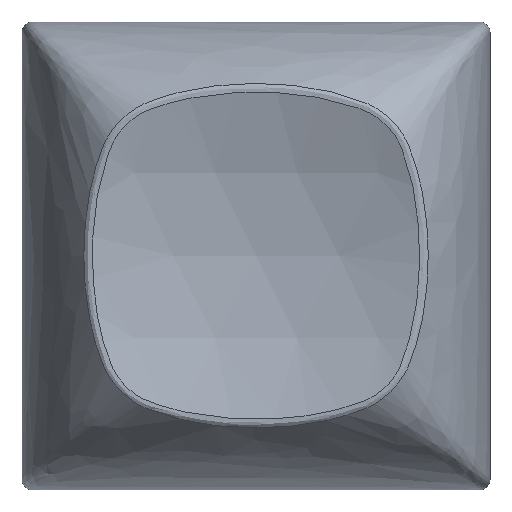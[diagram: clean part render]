
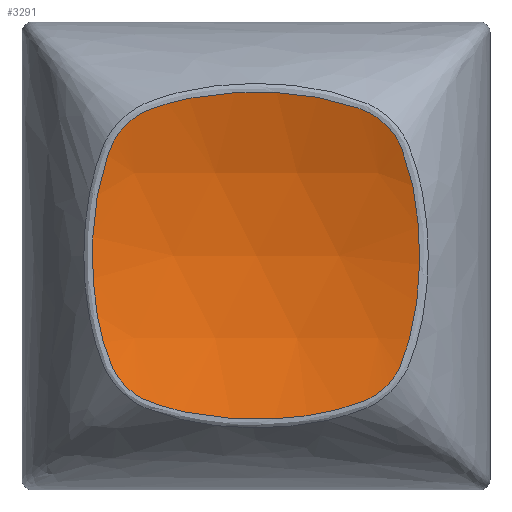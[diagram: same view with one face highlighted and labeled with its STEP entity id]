
A CAD part, top view. The second image highlights one B-rep face of the part: STEP entity #3291.
In plain terms, the highlighted spherical face has radius 20.9 mm.
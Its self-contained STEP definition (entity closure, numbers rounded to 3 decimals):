
#2991 = VERTEX_POINT('',#2992);
#2992 = CARTESIAN_POINT('',(-5.693,-4.36,
    16.874));
#2999 = EDGE_CURVE('',#2991,#2991,#3000,.T.);
#3000 = B_SPLINE_CURVE_WITH_KNOTS('',3,(#3001,#3002,#3003,#3004,#3005,
    #3006,#3007,#3008,#3009,#3010,#3011,#3012,#3013,#3014,#3015,#3016,
    #3017,#3018,#3019,#3020,#3021,#3022,#3023,#3024,#3025,#3026,#3027,
    #3028,#3029,#3030,#3031,#3032,#3033,#3034,#3035,#3036,#3037,#3038,
    #3039,#3040,#3041,#3042,#3043,#3044,#3045,#3046,#3047,#3048),
  .UNSPECIFIED.,.T.,.F.,(1,3,2,1,1,1,1,2,1,2,1,1,1,1,1,2,1,1,1,2,1,1,1,1
    ,1,2,1,2,1,1,1,1,1,2,1,1,2,3,1),(-0.234,-0.227,
    -0.22,-0.154,-0.061,
    0.099,0.335,0.338,0.406,
    0.475,0.479,0.714,0.741,
    0.874,0.962,1.033,1.045,
    1.102,1.159,1.17,1.239,
    1.33,1.462,1.489,1.726,
    1.728,1.797,1.865,1.869,
    2.105,2.179,2.264,2.353,
    2.424,2.477,2.505,2.548,
    2.554,2.561),.UNSPECIFIED.);
#3001 = CARTESIAN_POINT('',(-5.737,-4.267,
    16.866));
#3002 = CARTESIAN_POINT('',(-5.751,-4.236,
    16.863));
#3003 = CARTESIAN_POINT('',(-5.764,-4.204,
    16.86));
#3004 = CARTESIAN_POINT('',(-5.904,-3.852,
    16.824));
#3005 = CARTESIAN_POINT('',(-6.163,-3.06,
    16.749));
#3006 = CARTESIAN_POINT('',(-6.477,-1.412,
    16.632));
#3007 = CARTESIAN_POINT('',(-6.567,1.161,
    16.581));
#3008 = CARTESIAN_POINT('',(-6.243,3.236,
    16.737));
#3009 = CARTESIAN_POINT('',(-5.781,4.405,
    16.855));
#3010 = CARTESIAN_POINT('',(-5.644,4.751,
    16.891));
#3011 = CARTESIAN_POINT('',(-5.227,5.354,
    16.92));
#3012 = CARTESIAN_POINT('',(-4.626,5.767,
    16.89));
#3013 = CARTESIAN_POINT('',(-4.276,5.906,
    16.855));
#3014 = CARTESIAN_POINT('',(-3.118,6.362,
    16.737));
#3015 = CARTESIAN_POINT('',(-1.716,6.582,
    16.632));
#3016 = CARTESIAN_POINT('',(0.355,6.642,16.608
    ));
#3017 = CARTESIAN_POINT('',(1.649,6.573,16.641
    ));
#3018 = CARTESIAN_POINT('',(3.157,6.291,
    16.747));
#3019 = CARTESIAN_POINT('',(3.95,6.036,
    16.821));
#3020 = CARTESIAN_POINT('',(4.351,5.877,16.862)
  );
#3021 = CARTESIAN_POINT('',(4.677,5.732,
    16.893));
#3022 = CARTESIAN_POINT('',(5.218,5.335,
    16.915));
#3023 = CARTESIAN_POINT('',(5.611,4.798,
    16.893));
#3024 = CARTESIAN_POINT('',(5.755,4.472,16.862
    ));
#3025 = CARTESIAN_POINT('',(5.908,4.086,
    16.823));
#3026 = CARTESIAN_POINT('',(6.165,3.293,16.748
    ));
#3027 = CARTESIAN_POINT('',(6.451,1.782,16.641
    ));
#3028 = CARTESIAN_POINT('',(6.519,0.469,16.608
    ));
#3029 = CARTESIAN_POINT('',(6.459,-1.607,
    16.633));
#3030 = CARTESIAN_POINT('',(6.241,-2.997,
    16.737));
#3031 = CARTESIAN_POINT('',(5.781,-4.161,
    16.855));
#3032 = CARTESIAN_POINT('',(5.644,-4.506,
    16.89));
#3033 = CARTESIAN_POINT('',(5.227,-5.11,16.92
    ));
#3034 = CARTESIAN_POINT('',(4.626,-5.523,
    16.89));
#3035 = CARTESIAN_POINT('',(4.279,-5.661,
    16.855));
#3036 = CARTESIAN_POINT('',(3.121,-6.117,
    16.737));
#3037 = CARTESIAN_POINT('',(1.469,-6.378,
    16.614));
#3038 = CARTESIAN_POINT('',(-0.603,-6.388,
    16.613));
#3039 = CARTESIAN_POINT('',(-1.894,-6.283,
    16.659));
#3040 = CARTESIAN_POINT('',(-3.154,-6.047,
    16.747));
#3041 = CARTESIAN_POINT('',(-3.949,-5.792,
    16.821));
#3042 = CARTESIAN_POINT('',(-4.554,-5.552,
    16.883));
#3043 = CARTESIAN_POINT('',(-4.921,-5.323,
    16.905));
#3044 = CARTESIAN_POINT('',(-5.386,-4.866,
    16.907));
#3045 = CARTESIAN_POINT('',(-5.594,-4.558,
    16.891));
#3046 = CARTESIAN_POINT('',(-5.708,-4.329,
    16.871));
#3047 = CARTESIAN_POINT('',(-5.723,-4.298,
    16.869));
#3048 = CARTESIAN_POINT('',(-5.737,-4.267,
    16.866));
#3291 = ADVANCED_FACE('',(#3292),#3295,.F.);
#3292 = FACE_BOUND('',#3293,.F.);
#3293 = EDGE_LOOP('',(#3294));
#3294 = ORIENTED_EDGE('',*,*,#2999,.T.);
#3295 = SPHERICAL_SURFACE('',#3296,20.9);
#3296 = AXIS2_PLACEMENT_3D('',#3297,#3298,#3299);
#3297 = CARTESIAN_POINT('',(0.,0.122,
    36.478));
#3298 = DIRECTION('',(0.,-1.,0.));
#3299 = DIRECTION('',(1.,0.,0.));
